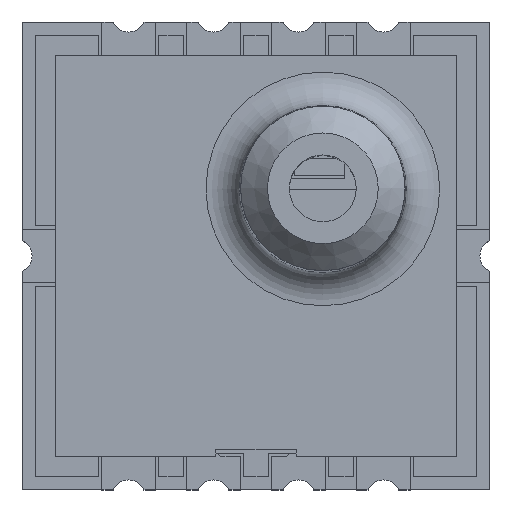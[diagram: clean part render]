
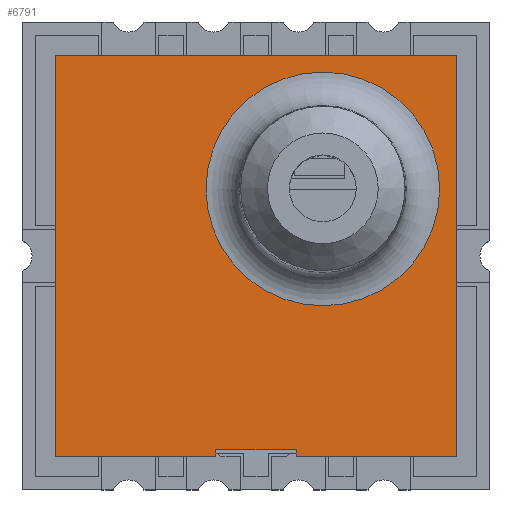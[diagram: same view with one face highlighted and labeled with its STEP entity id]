
A CAD part, top view. The second image highlights one B-rep face of the part: STEP entity #6791.
In plain terms, the highlighted planar face has unit normal (0, 0, 1).
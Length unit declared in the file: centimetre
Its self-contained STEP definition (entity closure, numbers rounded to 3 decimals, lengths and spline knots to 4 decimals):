
#1098=VECTOR('',#8398,1.);
#1101=VECTOR('',#8402,1.);
#1103=VECTOR('',#8405,1.);
#1105=VECTOR('',#8408,1.);
#1126=VECTOR('',#8440,1.);
#1128=VECTOR('',#8443,1.);
#1130=VECTOR('',#8448,1.);
#1914=LINE('',#10208,#1098);
#1917=LINE('',#10214,#1101);
#1919=LINE('',#10218,#1103);
#1921=LINE('',#10222,#1105);
#1942=LINE('',#10267,#1126);
#1944=LINE('',#10271,#1128);
#1946=LINE('',#10277,#1130);
#2200=PLANE('',#7155);
#2812=VERTEX_POINT('',#10207);
#2813=VERTEX_POINT('',#10209);
#2814=VERTEX_POINT('',#10213);
#2815=VERTEX_POINT('',#10217);
#2816=VERTEX_POINT('',#10221);
#2830=VERTEX_POINT('',#10266);
#2831=VERTEX_POINT('',#10270);
#2832=VERTEX_POINT('',#10273);
#2833=VERTEX_POINT('',#10276);
#2907=CIRCLE('',#7156,0.1748);
#3818=EDGE_CURVE('',#2813,#2812,#1914,.T.);
#3821=EDGE_CURVE('',#2812,#2814,#1917,.T.);
#3823=EDGE_CURVE('',#2814,#2815,#1919,.T.);
#3825=EDGE_CURVE('',#2815,#2816,#1921,.T.);
#3847=EDGE_CURVE('',#2816,#2830,#1942,.T.);
#3849=EDGE_CURVE('',#2830,#2831,#1944,.T.);
#3851=EDGE_CURVE('',#2831,#2832,#1919,.T.);
#3852=EDGE_CURVE('',#2833,#2833,#2907,.T.);
#3853=EDGE_CURVE('',#2832,#2813,#1946,.T.);
#5722=ORIENTED_EDGE('',*,*,#3852,.F.);
#5723=ORIENTED_EDGE('',*,*,#3825,.T.);
#5724=ORIENTED_EDGE('',*,*,#3847,.T.);
#5725=ORIENTED_EDGE('',*,*,#3849,.T.);
#5726=ORIENTED_EDGE('',*,*,#3851,.T.);
#5727=ORIENTED_EDGE('',*,*,#3853,.T.);
#5728=ORIENTED_EDGE('',*,*,#3818,.T.);
#5729=ORIENTED_EDGE('',*,*,#3821,.T.);
#5730=ORIENTED_EDGE('',*,*,#3823,.T.);
#6094=EDGE_LOOP('',(#5722));
#6095=EDGE_LOOP('',(#5723,#5724,#5725,#5726,#5727,#5728,#5729,#5730));
#6450=FACE_BOUND('',#6094,.T.);
#6451=FACE_BOUND('',#6095,.T.);
#6791=ADVANCED_FACE('',(#6450,#6451),#2200,.T.);
#7155=AXIS2_PLACEMENT_3D('',#10274,#8445,$);
#7156=AXIS2_PLACEMENT_3D('',#10275,#8446,#8447);
#8398=DIRECTION('',(1.,0.,0.));
#8402=DIRECTION('',(0.,1.,0.));
#8405=DIRECTION('',(-1.,0.,0.));
#8408=DIRECTION('',(0.,-1.,0.));
#8440=DIRECTION('',(-1.,0.,0.));
#8443=DIRECTION('',(0.,1.,0.));
#8445=DIRECTION('',(0.,0.,1.));
#8446=DIRECTION('',(0.,0.,1.));
#8447=DIRECTION('',(-0.175,0.,0.));
#8448=DIRECTION('',(0.,-1.,0.));
#10207=CARTESIAN_POINT('',(0.3,-0.3,0.));
#10208=CARTESIAN_POINT('',(-0.3,-0.3,0.));
#10209=CARTESIAN_POINT('',(-0.3,-0.3,0.));
#10213=CARTESIAN_POINT('',(0.3,0.3,0.));
#10214=CARTESIAN_POINT('',(0.3,-0.3,0.));
#10217=CARTESIAN_POINT('',(0.06,0.3,0.));
#10218=CARTESIAN_POINT('',(0.3,0.3,0.));
#10221=CARTESIAN_POINT('',(0.06,0.29,0.));
#10222=CARTESIAN_POINT('',(0.06,0.1486,0.));
#10266=CARTESIAN_POINT('',(-0.06,0.29,0.));
#10267=CARTESIAN_POINT('',(0.,0.29,0.));
#10270=CARTESIAN_POINT('',(-0.06,0.3,0.));
#10271=CARTESIAN_POINT('',(-0.06,0.1486,0.));
#10273=CARTESIAN_POINT('',(-0.3,0.3,0.));
#10274=CARTESIAN_POINT('',(0.,0.,0.));
#10275=CARTESIAN_POINT('',(-0.1,-0.1,0.));
#10276=CARTESIAN_POINT('',(0.0748,-0.1,0.));
#10277=CARTESIAN_POINT('',(-0.3,0.3,0.));
